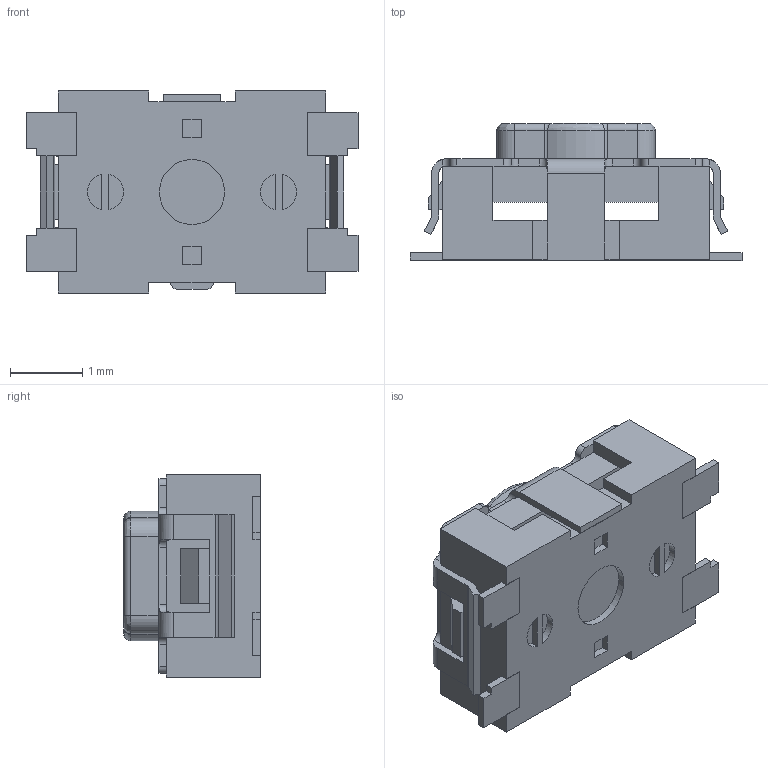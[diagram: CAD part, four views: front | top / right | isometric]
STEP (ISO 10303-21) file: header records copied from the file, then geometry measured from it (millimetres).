
FILE_DESCRIPTION (( 'STEP AP214' ), '1' );
FILE_NAME ('TL6330AF200Q.STEP', '2022-09-07T05:45:22', ( '' ), ( '' ), 'SwSTEP 2.0', 'SolidWorks 2017', '' );
FILE_SCHEMA (( 'AUTOMOTIVE_DESIGN' ));
Length unit declared in the file: millimetre
Products named in the file (2): TL6330AF200Q; TL6330AF200Q--3DModel-STEP-520916
Assembly tree (1 placements, depth 2):
  TL6330AF200Q
    TL6330AF200Q--3DModel-STEP-520916
Bounding box: 4.6 x 1.9 x 2.8 mm (x, y, z)
Volume: 13.6 mm3; surface area: 71.4 mm2
Topology: 1 solids, 1 shells, 248 faces, 683 edges, 436 vertices
Faces by surface type: plane 164, cylinder 74, bspline 10
Entity records: 8143 total; most frequent: CARTESIAN_POINT 1737, ORIENTED_EDGE 1366, DIRECTION 1287, EDGE_CURVE 683, LINE 511, VECTOR 511, VERTEX_POINT 436, AXIS2_PLACEMENT_3D 388
